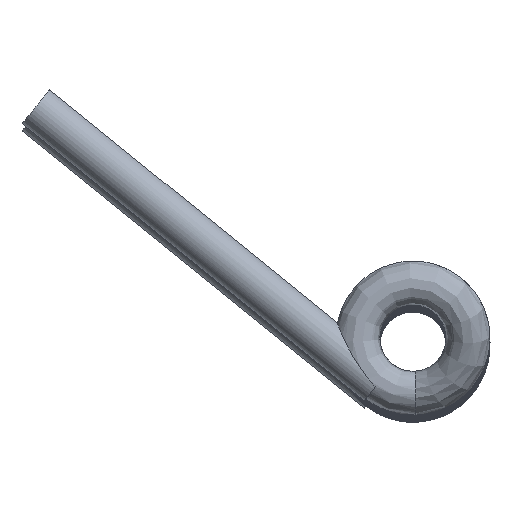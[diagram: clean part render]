
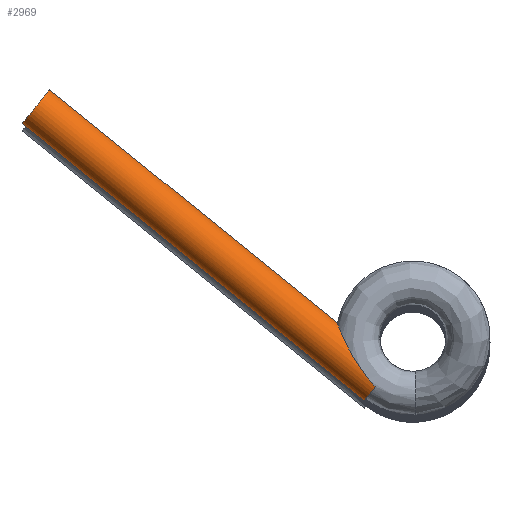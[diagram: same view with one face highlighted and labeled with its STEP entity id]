
A CAD part, top view. The second image highlights one B-rep face of the part: STEP entity #2969.
In plain terms, the highlighted cylindrical face has radius 3 mm (diameter 6 mm), a partial arc.
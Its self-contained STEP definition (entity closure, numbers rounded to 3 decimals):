
#196 = CARTESIAN_POINT ( 'NONE',  ( -8.904, -1.63, 562.95 ) ) ;
#274 = DIRECTION ( 'NONE',  ( -0.777, 0.63, 0. ) ) ;
#305 = CYLINDRICAL_SURFACE ( 'NONE', #6844, 3. ) ;
#423 = DIRECTION ( 'NONE',  ( 0.63, 0.777, 0. ) ) ;
#746 = ORIENTED_EDGE ( 'NONE', *, *, #3804, .T. ) ;
#795 = CARTESIAN_POINT ( 'NONE',  ( -10.528, 2.081, 560.487 ) ) ;
#867 = LINE ( 'NONE', #1127, #3742 ) ;
#1036 = VERTEX_POINT ( 'NONE', #1777 ) ;
#1038 = CARTESIAN_POINT ( 'NONE',  ( -6.858, -4.827, 563.166 ) ) ;
#1111 = CARTESIAN_POINT ( 'NONE',  ( -8.179, -2.849, 563.101 ) ) ;
#1127 = CARTESIAN_POINT ( 'NONE',  ( -49.735, 33.861, 560.166 ) ) ;
#1574 = CIRCLE ( 'NONE', #7607, 3. ) ;
#1777 = CARTESIAN_POINT ( 'NONE',  ( -5.308, -6.616, 563.128 ) ) ;
#1791 = EDGE_CURVE ( 'NONE', #6725, #1036, #8394, .T. ) ;
#1908 = CARTESIAN_POINT ( 'NONE',  ( -6.587, -5.218, 563.16 ) ) ;
#2100 = EDGE_CURVE ( 'NONE', #3884, #6716, #1574, .T. ) ;
#2143 = ORIENTED_EDGE ( 'NONE', *, *, #11258, .T. ) ;
#2157 = ORIENTED_EDGE ( 'NONE', *, *, #2100, .T. ) ;
#2167 = DIRECTION ( 'NONE',  ( 0.63, 0.777, 0. ) ) ;
#2615 = CARTESIAN_POINT ( 'NONE',  ( -10.51, 2.019, 560.726 ) ) ;
#2655 = CARTESIAN_POINT ( 'NONE',  ( -10.394, 1.674, 561.345 ) ) ;
#2672 = CARTESIAN_POINT ( 'NONE',  ( -10.526, 2.089, 560.194 ) ) ;
#2751 = DIRECTION ( 'NONE',  ( 0.777, -0.63, 0. ) ) ;
#2796 = CARTESIAN_POINT ( 'NONE',  ( -10.527, 2.088, 560.25 ) ) ;
#2818 = CARTESIAN_POINT ( 'NONE',  ( -5.308, -6.616, 563.128 ) ) ;
#2969 = ADVANCED_FACE ( 'NONE', ( #9278 ), #305, .T. ) ;
#3742 = VECTOR ( 'NONE', #10147, 1000. ) ;
#3752 = CARTESIAN_POINT ( 'NONE',  ( -6.992, -4.63, 563.167 ) ) ;
#3804 = EDGE_CURVE ( 'NONE', #4311, #1036, #11133, .T. ) ;
#3825 = CARTESIAN_POINT ( 'NONE',  ( -9.13, -1.215, 562.873 ) ) ;
#3884 = VERTEX_POINT ( 'NONE', #9418 ) ;
#3903 = CARTESIAN_POINT ( 'NONE',  ( -9.544, -0.392, 562.654 ) ) ;
#4018 = CARTESIAN_POINT ( 'NONE',  ( -51.623, 31.53, 560.166 ) ) ;
#4031 = VERTEX_POINT ( 'NONE', #11288 ) ;
#4311 = VERTEX_POINT ( 'NONE', #4850 ) ;
#4673 = CARTESIAN_POINT ( 'NONE',  ( -10.216, 1.186, 561.841 ) ) ;
#4850 = CARTESIAN_POINT ( 'NONE',  ( -6.896, -8.576, 560.166 ) ) ;
#5616 = CARTESIAN_POINT ( 'NONE',  ( -6.013, -5.979, 563.136 ) ) ;
#5795 = CARTESIAN_POINT ( 'NONE',  ( -51.623, 31.53, 560.166 ) ) ;
#6327 = CARTESIAN_POINT ( 'NONE',  ( -10.283, 1.365, 561.692 ) ) ;
#6452 = CARTESIAN_POINT ( 'NONE',  ( -9.991, 0.622, 562.214 ) ) ;
#6562 = CARTESIAN_POINT ( 'NONE',  ( -6.164, -5.793, 563.143 ) ) ;
#6595 = CARTESIAN_POINT ( 'NONE',  ( -8.429, -2.447, 563.064 ) ) ;
#6716 = VERTEX_POINT ( 'NONE', #9610 ) ;
#6725 = VERTEX_POINT ( 'NONE', #2796 ) ;
#6844 = AXIS2_PLACEMENT_3D ( 'NONE', #5795, #9375, #10395 ) ;
#7136 = LINE ( 'NONE', #7293, #10707 ) ;
#7207 = CARTESIAN_POINT ( 'NONE',  ( -10.461, 1.868, 561.049 ) ) ;
#7293 = CARTESIAN_POINT ( 'NONE',  ( -53.512, 29.199, 560.166 ) ) ;
#7298 = EDGE_LOOP ( 'NONE', ( #2157, #2143, #746, #7998, #10432, #10157 ) ) ;
#7452 = EDGE_CURVE ( 'NONE', #4031, #6725, #10113, .T. ) ;
#7491 = CARTESIAN_POINT ( 'NONE',  ( -10.527, 2.088, 560.25 ) ) ;
#7587 = DIRECTION ( 'NONE',  ( 0.777, -0.63, 0. ) ) ;
#7607 = AXIS2_PLACEMENT_3D ( 'NONE', #4018, #7587, #423 ) ;
#7998 = ORIENTED_EDGE ( 'NONE', *, *, #1791, .F. ) ;
#8109 = CARTESIAN_POINT ( 'NONE',  ( -10.44, 1.807, 561.152 ) ) ;
#8123 = CARTESIAN_POINT ( 'NONE',  ( -10.525, 2.088, 560.166 ) ) ;
#8261 = CARTESIAN_POINT ( 'NONE',  ( -6.45, -5.413, 563.155 ) ) ;
#8300 = CARTESIAN_POINT ( 'NONE',  ( -5.683, -6.322, 563.127 ) ) ;
#8338 = CARTESIAN_POINT ( 'NONE',  ( -10.07, 0.816, 562.101 ) ) ;
#8394 = B_SPLINE_CURVE_WITH_KNOTS ( 'NONE', 3,
 ( #11698, #795, #2615, #7207, #8109, #2655, #9012, #6327, #4673, #8338, #6452, #10170, #3903, #3825, #196, #6595, #1111, #9298, #10130, #3752, #1038, #1908, #8261, #6562, #5616, #8300, #11101, #2818 ),
 .UNSPECIFIED., .F., .F.,
 ( 4, 2, 2, 2, 2, 2, 2, 2, 2, 2, 2, 2, 2, 4 ),
 ( 0.011, 0.012, 0.012, 0.013, 0.013, 0.014, 0.016, 0.017, 0.018, 0.02, 0.021, 0.021, 0.022, 0.023 ),
 .UNSPECIFIED. ) ;
#8660 = EDGE_CURVE ( 'NONE', #3884, #4031, #867, .T. ) ;
#9012 = CARTESIAN_POINT ( 'NONE',  ( -10.369, 1.601, 561.436 ) ) ;
#9278 = FACE_OUTER_BOUND ( 'NONE', #7298, .T. ) ;
#9298 = CARTESIAN_POINT ( 'NONE',  ( -7.662, -3.646, 563.15 ) ) ;
#9375 = DIRECTION ( 'NONE',  ( 0.777, -0.63, 0. ) ) ;
#9418 = CARTESIAN_POINT ( 'NONE',  ( -49.735, 33.861, 560.166 ) ) ;
#9610 = CARTESIAN_POINT ( 'NONE',  ( -53.512, 29.199, 560.166 ) ) ;
#9911 = AXIS2_PLACEMENT_3D ( 'NONE', #11209, #274, #2167 ) ;
#10113 = B_SPLINE_CURVE_WITH_KNOTS ( 'NONE', 3,
 ( #8123, #2672, #11045, #7491 ),
 .UNSPECIFIED., .F., .F.,
 ( 4, 4 ),
 ( 0.011, 0.011 ),
 .UNSPECIFIED. ) ;
#10130 = CARTESIAN_POINT ( 'NONE',  ( -7.395, -4.04, 563.162 ) ) ;
#10147 = DIRECTION ( 'NONE',  ( 0.777, -0.63, 0. ) ) ;
#10157 = ORIENTED_EDGE ( 'NONE', *, *, #8660, .F. ) ;
#10170 = CARTESIAN_POINT ( 'NONE',  ( -9.734, 0.02, 562.512 ) ) ;
#10395 = DIRECTION ( 'NONE',  ( 0.63, 0.777, 0. ) ) ;
#10432 = ORIENTED_EDGE ( 'NONE', *, *, #7452, .F. ) ;
#10707 = VECTOR ( 'NONE', #2751, 1000. ) ;
#11045 = CARTESIAN_POINT ( 'NONE',  ( -10.526, 2.089, 560.222 ) ) ;
#11101 = CARTESIAN_POINT ( 'NONE',  ( -5.503, -6.478, 563.125 ) ) ;
#11133 = CIRCLE ( 'NONE', #9911, 3. ) ;
#11209 = CARTESIAN_POINT ( 'NONE',  ( -5.007, -6.245, 560.166 ) ) ;
#11258 = EDGE_CURVE ( 'NONE', #6716, #4311, #7136, .T. ) ;
#11288 = CARTESIAN_POINT ( 'NONE',  ( -10.525, 2.088, 560.166 ) ) ;
#11698 = CARTESIAN_POINT ( 'NONE',  ( -10.527, 2.088, 560.25 ) ) ;
